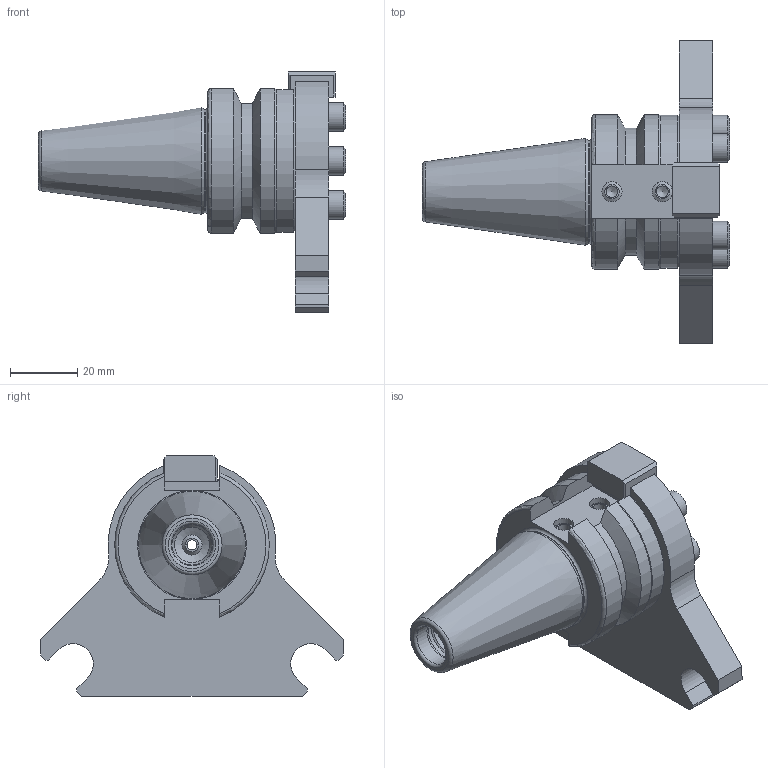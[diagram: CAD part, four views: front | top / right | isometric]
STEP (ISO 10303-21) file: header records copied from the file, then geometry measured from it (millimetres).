
FILE_DESCRIPTION((''),'2;1');
FILE_NAME('212000010038-3D.stp','2021-05-28T18:51:59',('nttooll'),(''),'Autodesk Inventor 2012','Autodesk Inventor 2012','');
FILE_SCHEMA(('AUTOMOTIVE_DESIGN { 1 0 10303 214 1 1 1 1 }'));
Length unit declared in the file: millimetre
Products named in the file (6): 212000010038-3D; 212000010038-part; 212100010004-part; 212100020002-3D; 800010051500-3D
Assembly tree (10 placements, depth 4):
  212000010038-3D
    212000010038-3D
      212000010038-part
      212100010004-part
        212100020002-3D
        800010051500-3D  x6
Bounding box: 91.4 x 90 x 71.5 mm (x, y, z)
Volume: 93796.7 mm3; surface area: 30422.8 mm2
Topology: 9 solids, 10 shells, 219 faces, 548 edges, 408 vertices
Faces by surface type: cylinder 75, plane 71, cone 60, torus 10, revolution 3
Full cylindrical faces by diameter (mm): 3 x1, 3.464 x3, 4.3 x6, 4.619 x6, 5 x13, 6 x12, 7.3 x2, 8.5 x6, 9 x1, 10 x1, 10.4 x1, 10.5 x1, 12 x1, 12.5 x1, 12.9 x1, 27.6 x1, 28 x2, 30.8 x1
Entity records: 5637 total; most frequent: CARTESIAN_POINT 1244, DIRECTION 893, ORIENTED_EDGE 604, AXIS2_PLACEMENT_3D 362, EDGE_CURVE 302, EDGE_LOOP 293, VERTEX_POINT 235, FACE_OUTER_BOUND 174
